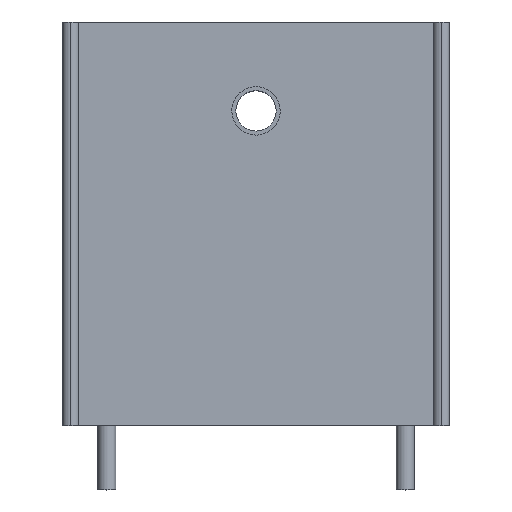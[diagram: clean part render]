
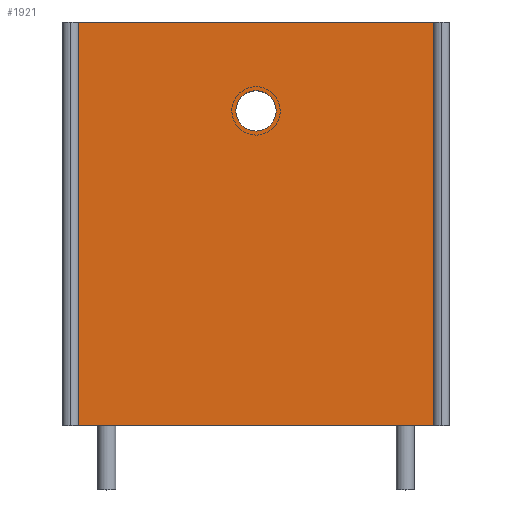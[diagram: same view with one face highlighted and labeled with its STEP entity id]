
A CAD part, top view. The second image highlights one B-rep face of the part: STEP entity #1921.
In plain terms, the highlighted planar face has unit normal (0, 0, 1).
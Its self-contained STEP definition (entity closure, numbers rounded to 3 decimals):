
#7 = CARTESIAN_POINT ( 'NONE',  ( 1., 0., -7. ) ) ;
#45 = EDGE_CURVE ( 'NONE', #1400, #2019, #1550, .T. ) ;
#72 = AXIS2_PLACEMENT_3D ( 'NONE', #781, #836, #1076 ) ;
#124 = VECTOR ( 'NONE', #477, 1000. ) ;
#135 = CIRCLE ( 'NONE', #1341, 1.25 ) ;
#186 = DIRECTION ( 'NONE',  ( 0., 1., 0. ) ) ;
#254 = PLANE ( 'NONE',  #422 ) ;
#325 = LINE ( 'NONE', #2356, #2392 ) ;
#352 = VERTEX_POINT ( 'NONE', #2256 ) ;
#367 = CARTESIAN_POINT ( 'NONE',  ( 13.25, 19.5, -7. ) ) ;
#422 = AXIS2_PLACEMENT_3D ( 'NONE', #7, #825, #1952 ) ;
#425 = CARTESIAN_POINT ( 'NONE',  ( 1., 25., -7. ) ) ;
#442 = LINE ( 'NONE', #425, #860 ) ;
#477 = DIRECTION ( 'NONE',  ( 1., 0., 0. ) ) ;
#506 = CARTESIAN_POINT ( 'NONE',  ( 1., 0., -7. ) ) ;
#544 = CARTESIAN_POINT ( 'NONE',  ( 23., 25., -7. ) ) ;
#624 = ORIENTED_EDGE ( 'NONE', *, *, #45, .F. ) ;
#638 = ORIENTED_EDGE ( 'NONE', *, *, #772, .T. ) ;
#719 = CARTESIAN_POINT ( 'NONE',  ( 12., 19.5, -7. ) ) ;
#751 = CARTESIAN_POINT ( 'NONE',  ( 1., 0., -7. ) ) ;
#772 = EDGE_CURVE ( 'NONE', #1333, #352, #840, .T. ) ;
#781 = CARTESIAN_POINT ( 'NONE',  ( 12., 19.5, -7. ) ) ;
#825 = DIRECTION ( 'NONE',  ( 0., 0., 1. ) ) ;
#836 = DIRECTION ( 'NONE',  ( 0., 0., 1. ) ) ;
#840 = LINE ( 'NONE', #751, #124 ) ;
#848 = CARTESIAN_POINT ( 'NONE',  ( 10.75, 19.5, -7. ) ) ;
#860 = VECTOR ( 'NONE', #1832, 1000. ) ;
#907 = ORIENTED_EDGE ( 'NONE', *, *, #1719, .T. ) ;
#1011 = LINE ( 'NONE', #1416, #1430 ) ;
#1028 = EDGE_CURVE ( 'NONE', #2112, #2059, #442, .T. ) ;
#1076 = DIRECTION ( 'NONE',  ( 1., 0., 0. ) ) ;
#1085 = EDGE_LOOP ( 'NONE', ( #624, #1104 ) ) ;
#1104 = ORIENTED_EDGE ( 'NONE', *, *, #2128, .F. ) ;
#1262 = DIRECTION ( 'NONE',  ( 0., 1., 0. ) ) ;
#1266 = EDGE_CURVE ( 'NONE', #1333, #2112, #1011, .T. ) ;
#1333 = VERTEX_POINT ( 'NONE', #506 ) ;
#1341 = AXIS2_PLACEMENT_3D ( 'NONE', #719, #2414, #1626 ) ;
#1400 = VERTEX_POINT ( 'NONE', #367 ) ;
#1416 = CARTESIAN_POINT ( 'NONE',  ( 1., 0., -7. ) ) ;
#1430 = VECTOR ( 'NONE', #186, 1000. ) ;
#1550 = CIRCLE ( 'NONE', #72, 1.25 ) ;
#1590 = ORIENTED_EDGE ( 'NONE', *, *, #1028, .F. ) ;
#1626 = DIRECTION ( 'NONE',  ( -1., 0., 0. ) ) ;
#1638 = ORIENTED_EDGE ( 'NONE', *, *, #1266, .F. ) ;
#1719 = EDGE_CURVE ( 'NONE', #352, #2059, #325, .T. ) ;
#1753 = FACE_OUTER_BOUND ( 'NONE', #2191, .T. ) ;
#1821 = FACE_BOUND ( 'NONE', #1085, .T. ) ;
#1832 = DIRECTION ( 'NONE',  ( 1., 0., 0. ) ) ;
#1921 = ADVANCED_FACE ( 'NONE', ( #1821, #1753 ), #254, .T. ) ;
#1952 = DIRECTION ( 'NONE',  ( 1., 0., 0. ) ) ;
#2019 = VERTEX_POINT ( 'NONE', #848 ) ;
#2059 = VERTEX_POINT ( 'NONE', #544 ) ;
#2112 = VERTEX_POINT ( 'NONE', #2240 ) ;
#2128 = EDGE_CURVE ( 'NONE', #2019, #1400, #135, .T. ) ;
#2191 = EDGE_LOOP ( 'NONE', ( #907, #1590, #1638, #638 ) ) ;
#2240 = CARTESIAN_POINT ( 'NONE',  ( 1., 25., -7. ) ) ;
#2256 = CARTESIAN_POINT ( 'NONE',  ( 23., 0., -7. ) ) ;
#2356 = CARTESIAN_POINT ( 'NONE',  ( 23., 0., -7. ) ) ;
#2392 = VECTOR ( 'NONE', #1262, 1000. ) ;
#2414 = DIRECTION ( 'NONE',  ( 0., 0., 1. ) ) ;
